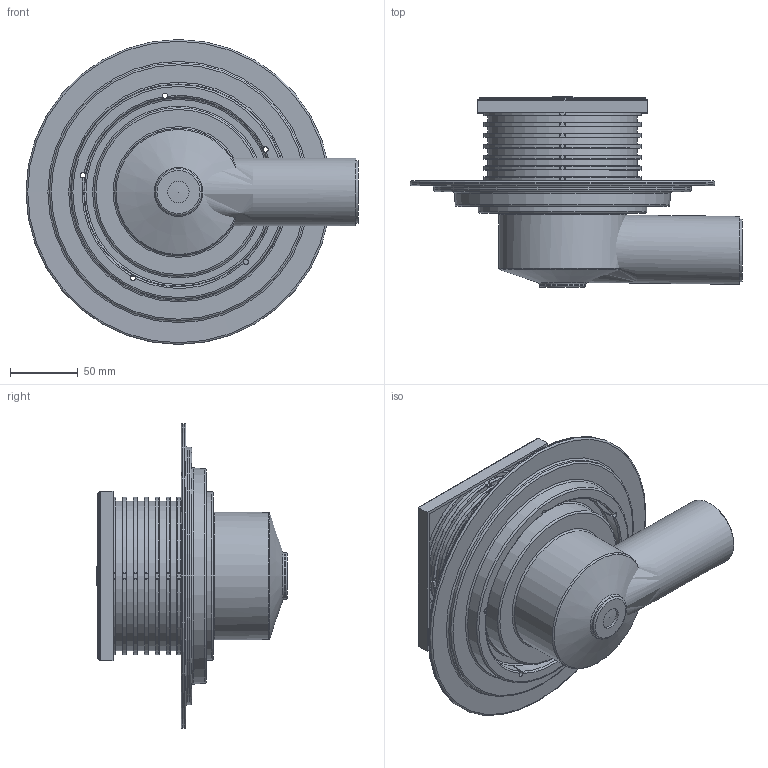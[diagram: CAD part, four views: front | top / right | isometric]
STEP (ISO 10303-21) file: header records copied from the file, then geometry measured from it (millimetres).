
FILE_DESCRIPTION(('STEP AP242'), '1');
FILE_NAME('381A', '', ('UNSPECIFIED'), ('UNSPECIFIED'), 'ASCON STEP Converter 1.6', 'ASCON Math Kernel', '');
FILE_SCHEMA(('AP242_MANAGED_MODEL_BASED_3D_ENGINEERING_MIM_LF { 1 0 10303 442 1 1 4 }'));
Length unit declared in the file: millimetre
Assembly tree (3 placements, depth 2):
  (unnamed)
    (unnamed)
    (unnamed)
    (unnamed)
Bounding box: 244.13 x 140.22 x 224.25 mm (x, y, z)
Volume: 366860.7 mm3; surface area: 286423.7 mm2
Topology: 5 solids, 5 shells, 969 faces, 2558 edges, 1618 vertices
Faces by surface type: cylinder 370, torus 224, plane 170, bspline 165, extrusion 30, cone 10
Full cylindrical faces by diameter (mm): 4 x5, 15.691 x1, 34.177 x1, 86.303 x1, 93.587 x1, 98.01 x1, 105.072 x1, 108 x1, 110 x9, 117.211 x1, 123.832 x1, 168.415 x1, 182.761 x1, 189.603 x1, 224.253 x1
Entity records: 66005 total; most frequent: CARTESIAN_POINT 35772, ORIENTED_EDGE 4982, DIRECTION 4118, EDGE_CURVE 2491, AXIS2_PLACEMENT_3D 1681, VERTEX_POINT 1616, EDGE_LOOP 1097, FACE_BOUND 981
